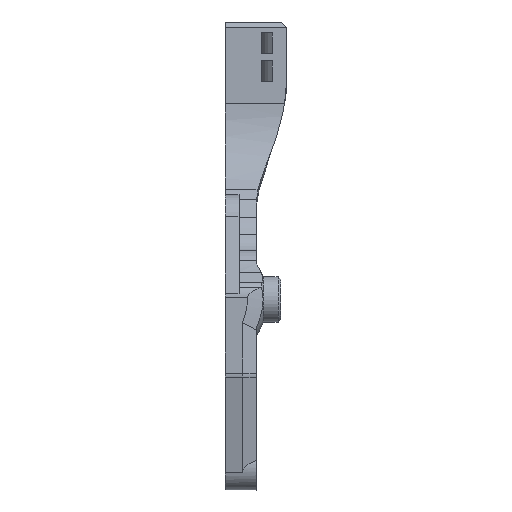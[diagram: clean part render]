
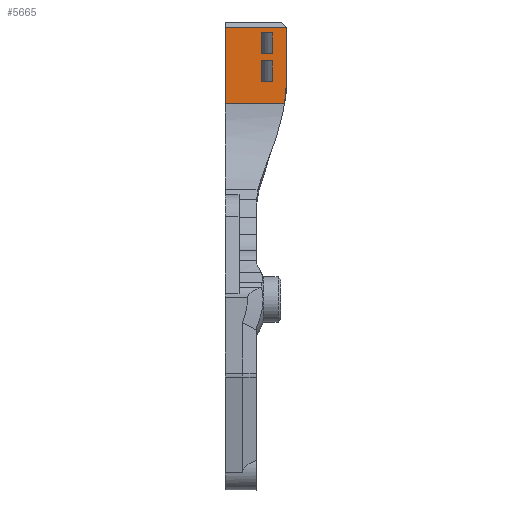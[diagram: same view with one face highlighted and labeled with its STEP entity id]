
A CAD part, front view. The second image highlights one B-rep face of the part: STEP entity #5665.
In plain terms, the highlighted planar face has unit normal (0, -1, 0).
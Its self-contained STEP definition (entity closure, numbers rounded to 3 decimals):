
#108=FACE_BOUND('',#1973,.T.);
#109=FACE_BOUND('',#1974,.T.);
#628=LINE('',#10795,#1079);
#633=LINE('',#10811,#1084);
#635=LINE('',#10820,#1086);
#636=LINE('',#10824,#1087);
#640=LINE('',#10838,#1091);
#645=LINE('',#10854,#1096);
#647=LINE('',#10858,#1098);
#648=LINE('',#10860,#1099);
#660=LINE('',#10963,#1111);
#669=LINE('',#11019,#1120);
#679=LINE('',#11184,#1130);
#680=LINE('',#11185,#1131);
#1079=VECTOR('',#6893,10.);
#1084=VECTOR('',#6906,10.);
#1086=VECTOR('',#6914,10.);
#1087=VECTOR('',#6919,10.);
#1091=VECTOR('',#6931,10.);
#1096=VECTOR('',#6944,10.);
#1098=VECTOR('',#6950,10.);
#1099=VECTOR('',#6953,10.);
#1111=VECTOR('',#6987,10.);
#1120=VECTOR('',#7010,10.);
#1130=VECTOR('',#7032,10.);
#1131=VECTOR('',#7033,10.);
#1476=PLANE('',#6130);
#1628=FACE_OUTER_BOUND('',#1972,.T.);
#1972=EDGE_LOOP('',(#4221,#4222,#4223,#4224,#4225));
#1973=EDGE_LOOP('',(#4226,#4227,#4228,#4229));
#1974=EDGE_LOOP('',(#4230,#4231,#4232,#4233));
#2319=B_SPLINE_CURVE_WITH_KNOTS('',3,(#11129,#11130,#11131,#11132,#11133,
#11134,#11135,#11136,#11137,#11138,#11139,#11140,#11141,#11142,#11143,#11144,
#11145,#11146,#11147),.UNSPECIFIED.,.F.,.F.,(4,3,3,3,3,3,4),(0.051,
0.119,0.184,0.246,0.306,
0.364,0.423),.UNSPECIFIED.);
#2575=VERTEX_POINT('',#10792);
#2576=VERTEX_POINT('',#10794);
#2583=VERTEX_POINT('',#10810);
#2586=VERTEX_POINT('',#10817);
#2587=VERTEX_POINT('',#10819);
#2588=VERTEX_POINT('',#10823);
#2594=VERTEX_POINT('',#10837);
#2601=VERTEX_POINT('',#10853);
#2607=VERTEX_POINT('',#10888);
#2608=VERTEX_POINT('',#10962);
#2618=VERTEX_POINT('',#11016);
#2619=VERTEX_POINT('',#11018);
#2632=VERTEX_POINT('',#11183);
#3149=EDGE_CURVE('',#2576,#2575,#628,.T.);
#3157=EDGE_CURVE('',#2576,#2583,#633,.T.);
#3161=EDGE_CURVE('',#2586,#2587,#635,.T.);
#3163=EDGE_CURVE('',#2587,#2588,#636,.T.);
#3170=EDGE_CURVE('',#2583,#2594,#640,.T.);
#3178=EDGE_CURVE('',#2588,#2601,#645,.T.);
#3181=EDGE_CURVE('',#2594,#2575,#647,.T.);
#3182=EDGE_CURVE('',#2601,#2586,#648,.T.);
#3197=EDGE_CURVE('',#2607,#2608,#660,.T.);
#3211=EDGE_CURVE('',#2619,#2618,#669,.T.);
#3219=EDGE_CURVE('',#2607,#2619,#2319,.T.);
#3232=EDGE_CURVE('',#2618,#2632,#679,.T.);
#3233=EDGE_CURVE('',#2608,#2632,#680,.T.);
#4221=ORIENTED_EDGE('',*,*,#3232,.T.);
#4222=ORIENTED_EDGE('',*,*,#3233,.F.);
#4223=ORIENTED_EDGE('',*,*,#3197,.F.);
#4224=ORIENTED_EDGE('',*,*,#3219,.T.);
#4225=ORIENTED_EDGE('',*,*,#3211,.T.);
#4226=ORIENTED_EDGE('',*,*,#3163,.F.);
#4227=ORIENTED_EDGE('',*,*,#3161,.F.);
#4228=ORIENTED_EDGE('',*,*,#3182,.F.);
#4229=ORIENTED_EDGE('',*,*,#3178,.F.);
#4230=ORIENTED_EDGE('',*,*,#3170,.F.);
#4231=ORIENTED_EDGE('',*,*,#3157,.F.);
#4232=ORIENTED_EDGE('',*,*,#3149,.T.);
#4233=ORIENTED_EDGE('',*,*,#3181,.F.);
#5665=ADVANCED_FACE('',(#1628,#108,#109),#1476,.T.);
#6130=AXIS2_PLACEMENT_3D('',#11182,#7030,#7031);
#6893=DIRECTION('',(-1.,0.,0.));
#6906=DIRECTION('',(0.,0.,1.));
#6914=DIRECTION('',(0.,0.,1.));
#6919=DIRECTION('',(-1.,0.,0.));
#6931=DIRECTION('',(-1.,0.,0.));
#6944=DIRECTION('',(0.,0.,-1.));
#6950=DIRECTION('',(0.,0.,-1.));
#6953=DIRECTION('',(1.,0.,0.));
#6987=DIRECTION('',(-1.,0.,0.));
#7010=DIRECTION('',(0.,0.,1.));
#7030=DIRECTION('center_axis',(0.,-1.,0.));
#7031=DIRECTION('ref_axis',(0.,0.,1.));
#7032=DIRECTION('',(-1.,0.,0.));
#7033=DIRECTION('',(0.,0.,1.));
#10792=CARTESIAN_POINT('',(-1.845,337.58,31.236));
#10794=CARTESIAN_POINT('',(-0.24,337.58,31.236));
#10795=CARTESIAN_POINT('',(-2.895,337.58,31.236));
#10810=CARTESIAN_POINT('',(-0.24,337.58,34.236));
#10811=CARTESIAN_POINT('',(-0.24,337.58,32.236));
#10817=CARTESIAN_POINT('',(-0.24,337.58,35.236));
#10819=CARTESIAN_POINT('',(-0.24,337.58,38.236));
#10820=CARTESIAN_POINT('',(-0.24,337.58,36.236));
#10823=CARTESIAN_POINT('',(-1.845,337.58,38.236));
#10824=CARTESIAN_POINT('',(-0.785,337.58,38.236));
#10837=CARTESIAN_POINT('',(-1.845,337.58,34.236));
#10838=CARTESIAN_POINT('',(-2.895,337.58,34.236));
#10853=CARTESIAN_POINT('',(-1.845,337.58,35.236));
#10854=CARTESIAN_POINT('',(-1.845,337.58,36.236));
#10858=CARTESIAN_POINT('',(-1.845,337.58,32.236));
#10860=CARTESIAN_POINT('',(-0.785,337.58,35.236));
#10888=CARTESIAN_POINT('',(1.531,337.58,28.1));
#10962=CARTESIAN_POINT('',(-7.,337.58,28.1));
#10963=CARTESIAN_POINT('',(-4.,337.58,28.1));
#11016=CARTESIAN_POINT('',(1.864,337.58,39.036));
#11018=CARTESIAN_POINT('',(1.864,337.58,31.813));
#11019=CARTESIAN_POINT('',(1.864,337.58,38.786));
#11129=CARTESIAN_POINT('Ctrl Pts',(1.531,337.58,28.1));
#11130=CARTESIAN_POINT('Ctrl Pts',(1.57,337.58,28.33));
#11131=CARTESIAN_POINT('Ctrl Pts',(1.606,337.58,28.559));
#11132=CARTESIAN_POINT('Ctrl Pts',(1.639,337.58,28.787));
#11133=CARTESIAN_POINT('Ctrl Pts',(1.67,337.58,29.007));
#11134=CARTESIAN_POINT('Ctrl Pts',(1.698,337.58,29.226));
#11135=CARTESIAN_POINT('Ctrl Pts',(1.724,337.58,29.445));
#11136=CARTESIAN_POINT('Ctrl Pts',(1.747,337.58,29.651));
#11137=CARTESIAN_POINT('Ctrl Pts',(1.768,337.58,29.858));
#11138=CARTESIAN_POINT('Ctrl Pts',(1.786,337.58,30.063));
#11139=CARTESIAN_POINT('Ctrl Pts',(1.804,337.58,30.264));
#11140=CARTESIAN_POINT('Ctrl Pts',(1.818,337.58,30.463));
#11141=CARTESIAN_POINT('Ctrl Pts',(1.83,337.58,30.662));
#11142=CARTESIAN_POINT('Ctrl Pts',(1.841,337.58,30.855));
#11143=CARTESIAN_POINT('Ctrl Pts',(1.85,337.58,31.048));
#11144=CARTESIAN_POINT('Ctrl Pts',(1.855,337.58,31.24));
#11145=CARTESIAN_POINT('Ctrl Pts',(1.861,337.58,31.432));
#11146=CARTESIAN_POINT('Ctrl Pts',(1.864,337.58,31.623));
#11147=CARTESIAN_POINT('Ctrl Pts',(1.864,337.58,31.813));
#11182=CARTESIAN_POINT('Origin',(-1.5,337.58,17.366));
#11183=CARTESIAN_POINT('',(-7.,337.58,39.036));
#11184=CARTESIAN_POINT('',(-5.,337.58,39.036));
#11185=CARTESIAN_POINT('',(-7.,337.58,27.422));
